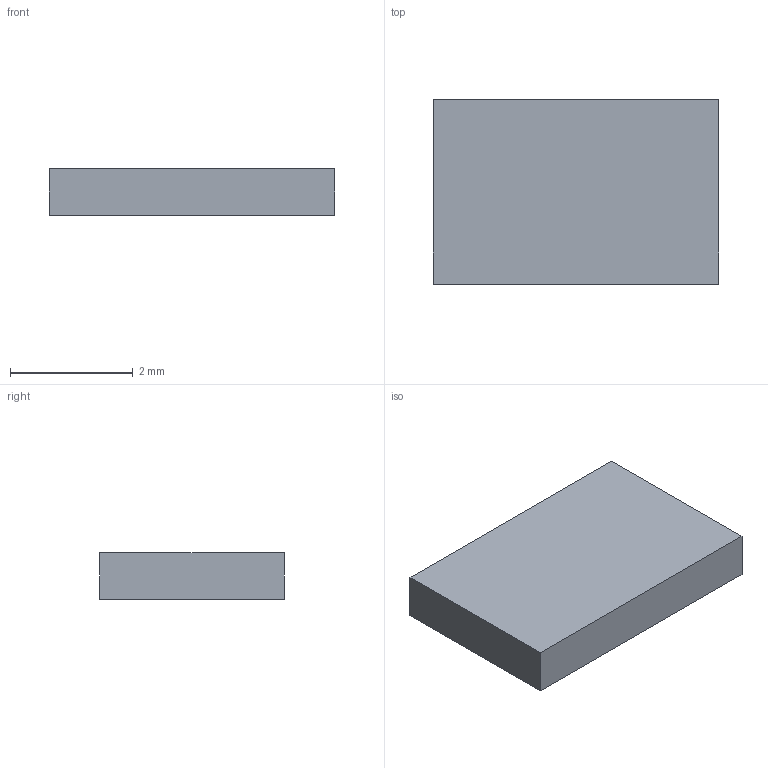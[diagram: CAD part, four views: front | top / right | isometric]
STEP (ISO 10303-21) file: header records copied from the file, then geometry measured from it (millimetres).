
FILE_DESCRIPTION(/* description */ (''),/* implementation_level */ '2;1');
FILE_NAME(/* name */ 'C2888880.step',/* time_stamp */ '2024-04-29T20:11:54+01:00',/* author */ (''),/* organization */ (''),/* preprocessor_version */ 'ST-DEVELOPER v20',/* originating_system */ 'Autodesk Translation Framework v12.20.1.177',/* authorisation */ '');
FILE_SCHEMA (('AUTOMOTIVE_DESIGN { 1 0 10303 214 3 1 1 }'));
Length unit declared in the file: millimetre
Products named in the file (5): (Unsaved); COMPOUND; SW2; SW-SMD_4P-L3.5-W3.0-P1.50-LS4.7-CW; SOLID
Assembly tree (4 placements, depth 4):
  (Unsaved)
    COMPOUND
    SW2
      SW-SMD_4P-L3.5-W3.0-P1.50-LS4.7-CW
        SOLID
Bounding box: 4.65 x 3 x 0.76 mm (x, y, z)
Volume: 10.6 mm3; surface area: 39.6 mm2
Topology: 1 solids, 1 shells, 6 faces, 12 edges, 8 vertices
Faces by surface type: plane 6
Entity records: 294 total; most frequent: DIRECTION 42, CARTESIAN_POINT 35, ORIENTED_EDGE 24, AXIS2_PLACEMENT_3D 15, LINE 12, VECTOR 12, EDGE_CURVE 12, PRODUCT_DEFINITION_SHAPE 9
